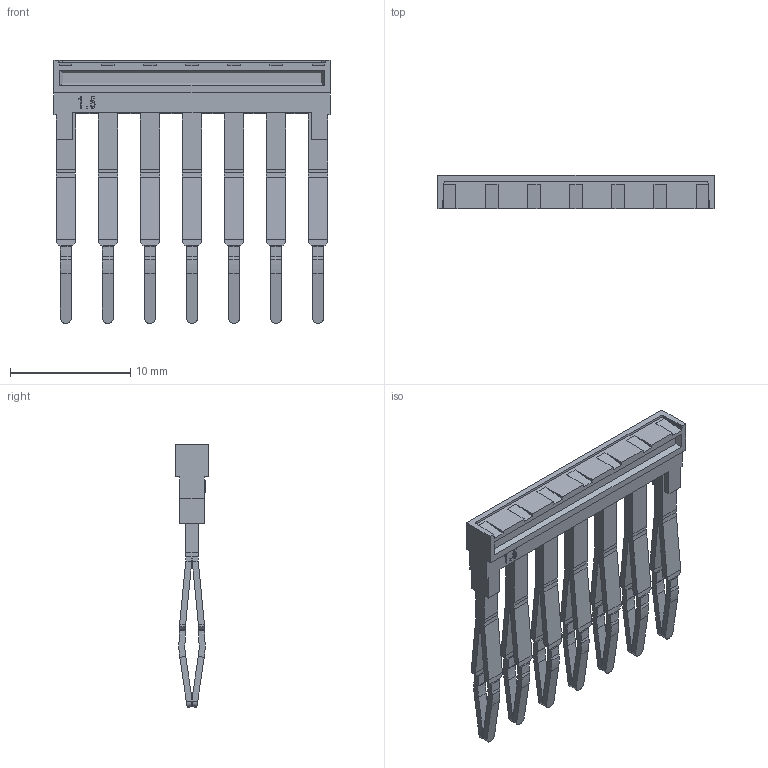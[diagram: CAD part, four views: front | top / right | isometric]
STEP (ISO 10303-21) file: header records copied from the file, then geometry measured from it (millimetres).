
FILE_DESCRIPTION(('CATIA V5R20 STEP214','CAx-IF Rec.Pracs.--- Model Styling and Organization---1.2---2011-12-15'),'2;1');
FILE_NAME ('8496650_2', '2015-12-02T15:33:18+00:00', ('Weidmueller Interface'), ('Weidmueller'), 'CATIA Version 5-6 Release 2014 SP4', 'CATIA V5 STEP AP214', 'none');
FILE_SCHEMA(('AUTOMOTIVE_DESIGN { 1 0 10303 214 1 1 1 1 }'));
Length unit declared in the file: millimetre
Products named in the file (1): 1985630000_ZQV_1-5N_7_BL
Bounding box: 23 x 2.8 x 21.9 mm (x, y, z)
Volume: 389.1 mm3; surface area: 1224 mm2
Topology: 2 solids, 2 shells, 647 faces, 1672 edges, 1034 vertices
Faces by surface type: plane 505, cylinder 114, bspline 28
Entity records: 17868 total; most frequent: CARTESIAN_POINT 3854, ORIENTED_EDGE 3344, DIRECTION 2134, EDGE_CURVE 1672, VECTOR 1244, LINE 1244, VERTEX_POINT 1034, EDGE_LOOP 652
